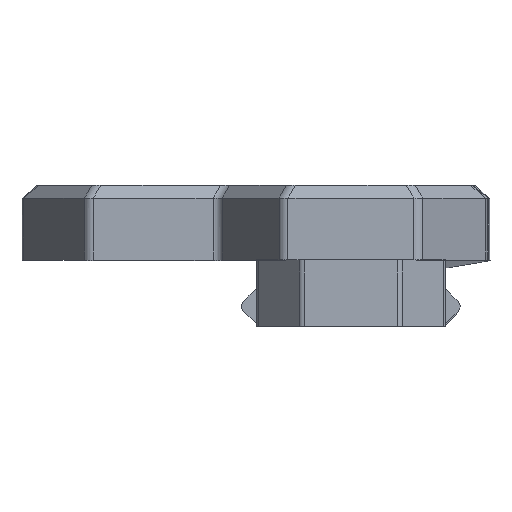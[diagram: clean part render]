
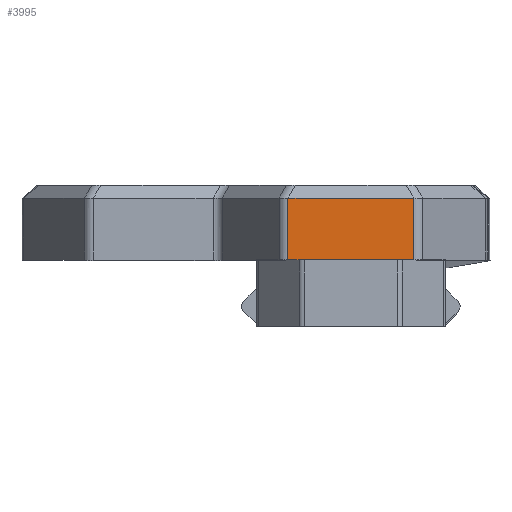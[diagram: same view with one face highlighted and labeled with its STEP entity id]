
A CAD part, top view. The second image highlights one B-rep face of the part: STEP entity #3995.
In plain terms, the highlighted planar face has unit normal (0, 0, 1).
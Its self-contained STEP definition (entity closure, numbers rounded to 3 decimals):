
#39=ELLIPSE('',#4179,1.298,0.85);
#42=ELLIPSE('',#4184,1.298,0.85);
#161=PLANE('',#4240);
#338=FACE_OUTER_BOUND('',#512,.T.);
#512=EDGE_LOOP('',(#3710,#3711,#3712,#3713,#3714,#3715));
#911=LINE('',#6692,#1188);
#1050=LINE('',#20199,#1327);
#1104=LINE('',#20371,#1381);
#1105=LINE('',#20373,#1382);
#1188=VECTOR('',#4481,10.);
#1327=VECTOR('',#4810,10.);
#1381=VECTOR('',#4980,10.);
#1382=VECTOR('',#4983,10.);
#1500=VERTEX_POINT('',#6689);
#1501=VERTEX_POINT('',#6691);
#1846=VERTEX_POINT('',#20180);
#1847=VERTEX_POINT('',#20182);
#1849=VERTEX_POINT('',#20197);
#1852=VERTEX_POINT('',#20205);
#2018=EDGE_CURVE('',#1500,#1501,#911,.T.);
#2427=EDGE_CURVE('',#1846,#1847,#39,.T.);
#2431=EDGE_CURVE('',#1849,#1846,#1050,.F.);
#2435=EDGE_CURVE('',#1852,#1849,#42,.T.);
#2498=EDGE_CURVE('',#1501,#1852,#1104,.T.);
#2499=EDGE_CURVE('',#1847,#1500,#1105,.T.);
#3710=ORIENTED_EDGE('',*,*,#2435,.F.);
#3711=ORIENTED_EDGE('',*,*,#2498,.F.);
#3712=ORIENTED_EDGE('',*,*,#2018,.F.);
#3713=ORIENTED_EDGE('',*,*,#2499,.F.);
#3714=ORIENTED_EDGE('',*,*,#2427,.F.);
#3715=ORIENTED_EDGE('',*,*,#2431,.F.);
#3995=ADVANCED_FACE('',(#338),#161,.T.);
#4179=AXIS2_PLACEMENT_3D('',#20183,#4803,#4804);
#4184=AXIS2_PLACEMENT_3D('',#20216,#4816,#4817);
#4240=AXIS2_PLACEMENT_3D('',#20372,#4981,#4982);
#4481=DIRECTION('',(-1.,0.,0.));
#4803=DIRECTION('center_axis',(0.,0.,
-1.));
#4804=DIRECTION('ref_axis',(-0.5,0.866,0.));
#4810=DIRECTION('',(-1.,0.,0.));
#4816=DIRECTION('center_axis',(0.,0.,
-1.));
#4817=DIRECTION('ref_axis',(0.5,0.866,0.));
#4980=DIRECTION('',(0.,1.,0.));
#4981=DIRECTION('center_axis',(0.,0.,
1.));
#4982=DIRECTION('ref_axis',(-1.,0.,0.));
#4983=DIRECTION('',(0.,-1.,0.));
#6689=CARTESIAN_POINT('',(178.266,150.585,-6.657));
#6691=CARTESIAN_POINT('',(170.941,150.585,-6.657));
#6692=CARTESIAN_POINT('',(173.228,150.585,-6.657));
#20180=CARTESIAN_POINT('',(178.266,154.185,-6.657));
#20182=CARTESIAN_POINT('',(178.266,154.185,-6.657));
#20183=CARTESIAN_POINT('Origin',(178.613,152.983,-6.657));
#20197=CARTESIAN_POINT('',(170.942,154.185,-6.657));
#20199=CARTESIAN_POINT('',(99.979,154.185,-6.657));
#20205=CARTESIAN_POINT('',(170.941,154.185,-6.657));
#20216=CARTESIAN_POINT('Origin',(170.595,152.983,-6.657));
#20371=CARTESIAN_POINT('',(170.941,154.185,-6.657));
#20372=CARTESIAN_POINT('Origin',(171.853,154.185,-6.657));
#20373=CARTESIAN_POINT('',(178.266,154.185,-6.657));
